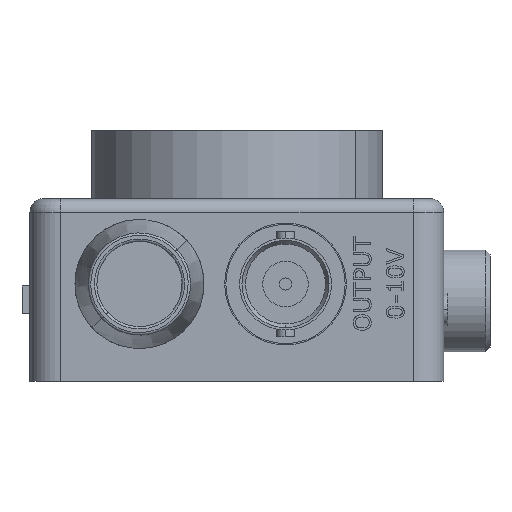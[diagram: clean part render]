
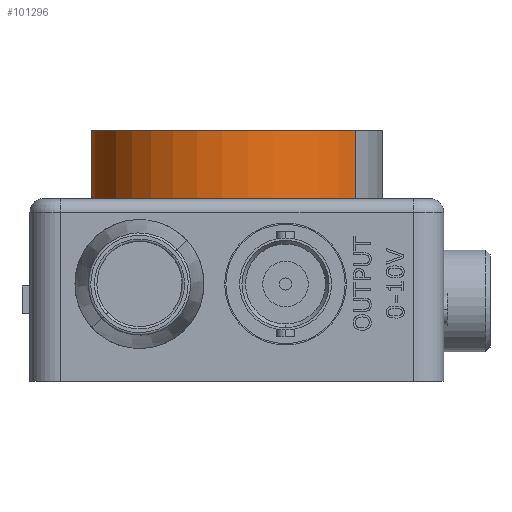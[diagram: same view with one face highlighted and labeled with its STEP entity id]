
A CAD part, front view. The second image highlights one B-rep face of the part: STEP entity #101296.
In plain terms, the highlighted cylindrical face has radius 15.24 mm (diameter 30.48 mm), a partial arc.
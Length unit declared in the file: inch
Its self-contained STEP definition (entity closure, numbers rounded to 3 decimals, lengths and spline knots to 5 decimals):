
#20595 = CARTESIAN_POINT ( 'NONE',  ( 0., 0.28, -0.6 ) ) ;
#20598 = CARTESIAN_POINT ( 'NONE',  ( 0., 0., -0.6 ) ) ;
#21015 = CARTESIAN_POINT ( 'NONE',  ( 0., 0.28, 0.6 ) ) ;
#21018 = CARTESIAN_POINT ( 'NONE',  ( 0., 0., 0.6 ) ) ;
#58700 = ORIENTED_EDGE ( 'NONE', *, *, #90539, .F. ) ;
#58702 = ORIENTED_EDGE ( 'NONE', *, *, #90546, .T. ) ;
#58704 = ORIENTED_EDGE ( 'NONE', *, *, #90549, .F. ) ;
#58706 = ORIENTED_EDGE ( 'NONE', *, *, #90551, .T. ) ;
#60856 = FACE_OUTER_BOUND ( 'NONE', #120388, .T. ) ;
#60859 = CYLINDRICAL_SURFACE ( 'NONE', #118944, 0.6 ) ;
#61949 = CARTESIAN_POINT ( 'NONE',  ( 0., 0.28, 0. ) ) ;
#61950 = DIRECTION ( 'NONE',  ( 0., -1., 0. ) ) ;
#61951 = DIRECTION ( 'NONE',  ( 0., 0., -1. ) ) ;
#78312 = VERTEX_POINT ( 'NONE', #20595 ) ;
#78313 = VERTEX_POINT ( 'NONE', #20598 ) ;
#78493 = VERTEX_POINT ( 'NONE', #21015 ) ;
#78494 = VERTEX_POINT ( 'NONE', #21018 ) ;
#88314 = CIRCLE ( 'NONE', #88346, 0.6 ) ;
#88333 = VECTOR ( 'NONE', #99629, 39.37008 ) ;
#88340 = CIRCLE ( 'NONE', #88343, 0.6 ) ;
#88341 = VECTOR ( 'NONE', #99644, 39.37008 ) ;
#88343 = AXIS2_PLACEMENT_3D ( 'NONE', #99647, #99648, #99650 ) ;
#88346 = AXIS2_PLACEMENT_3D ( 'NONE', #99653, #99654, #99656 ) ;
#90539 = EDGE_CURVE ( 'NONE', #78493, #78494, #96005, .T. ) ;
#90546 = EDGE_CURVE ( 'NONE', #78312, #78313, #96009, .T. ) ;
#90549 = EDGE_CURVE ( 'NONE', #78312, #78493, #88340, .T. ) ;
#90551 = EDGE_CURVE ( 'NONE', #78313, #78494, #88314, .T. ) ;
#96005 = LINE ( 'NONE', #99627, #88333 ) ;
#96009 = LINE ( 'NONE', #99642, #88341 ) ;
#99627 = CARTESIAN_POINT ( 'NONE',  ( 0., 0.28, 0.6 ) ) ;
#99629 = DIRECTION ( 'NONE',  ( 0., -1., 0. ) ) ;
#99642 = CARTESIAN_POINT ( 'NONE',  ( 0., 0.28, -0.6 ) ) ;
#99644 = DIRECTION ( 'NONE',  ( 0., -1., 0. ) ) ;
#99647 = CARTESIAN_POINT ( 'NONE',  ( 0., 0.28, 0. ) ) ;
#99648 = DIRECTION ( 'NONE',  ( 0., 1., 0. ) ) ;
#99650 = DIRECTION ( 'NONE',  ( 0., 0., 1. ) ) ;
#99653 = CARTESIAN_POINT ( 'NONE',  ( 0., 0., 0. ) ) ;
#99654 = DIRECTION ( 'NONE',  ( 0., 1., 0. ) ) ;
#99656 = DIRECTION ( 'NONE',  ( 0., 0., 1. ) ) ;
#101296 = ADVANCED_FACE ( 'NONE', ( #60856 ), #60859, .T. ) ;
#118944 = AXIS2_PLACEMENT_3D ( 'NONE', #61949, #61950, #61951 ) ;
#120388 = EDGE_LOOP ( 'NONE', ( #58700, #58704, #58702, #58706 ) ) ;
